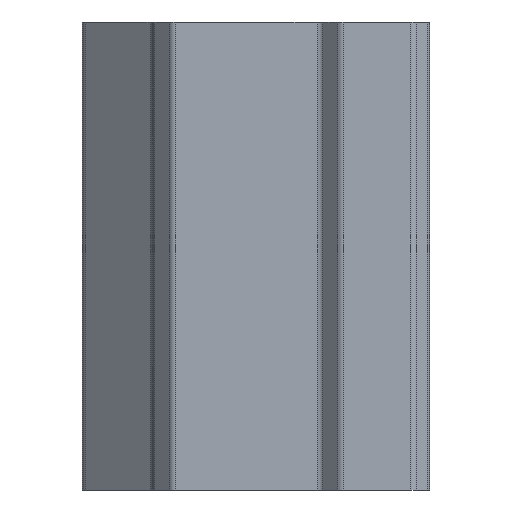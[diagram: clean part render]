
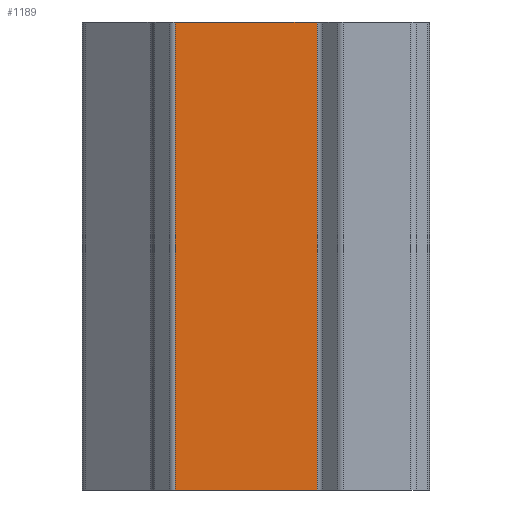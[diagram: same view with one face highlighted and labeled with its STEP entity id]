
A CAD part, left-side view. The second image highlights one B-rep face of the part: STEP entity #1189.
In plain terms, the highlighted planar face has unit normal (-1, 0, 0).
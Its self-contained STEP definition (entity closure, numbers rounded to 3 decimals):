
#952=CARTESIAN_POINT('',(1.25,7.207,0.0));
#953=VERTEX_POINT('',#952);
#961=CARTESIAN_POINT('',(1.25,16.293,0.0));
#962=VERTEX_POINT('',#961);
#963=CARTESIAN_POINT('',(1.25,16.293,0.0));
#964=DIRECTION('',(0.0,-1.0,0.0));
#965=VECTOR('',#964,9.086);
#966=LINE('',#963,#965);
#967=EDGE_CURVE('',#962,#953,#966,.T.);
#1146=CARTESIAN_POINT('',(1.25,16.293,30.0));
#1147=VERTEX_POINT('',#1146);
#1157=CARTESIAN_POINT('',(1.25,16.293,0.0));
#1158=DIRECTION('',(0.0,0.0,1.0));
#1159=VECTOR('',#1158,30.0);
#1160=LINE('',#1157,#1159);
#1161=EDGE_CURVE('',#962,#1147,#1160,.T.);
#1166=CARTESIAN_POINT('',(1.25,7.0,0.0));
#1167=DIRECTION('',(-1.0,0.0,0.0));
#1168=DIRECTION('',(0.0,0.0,1.0));
#1169=AXIS2_PLACEMENT_3D('',#1166,#1167,#1168);
#1170=PLANE('',#1169);
#1171=ORIENTED_EDGE('',*,*,#1161,.F.);
#1172=ORIENTED_EDGE('',*,*,#967,.T.);
#1173=CARTESIAN_POINT('',(1.25,7.207,30.0));
#1174=VERTEX_POINT('',#1173);
#1175=CARTESIAN_POINT('',(1.25,7.207,30.0));
#1176=DIRECTION('',(0.0,0.0,-1.0));
#1177=VECTOR('',#1176,30.0);
#1178=LINE('',#1175,#1177);
#1179=EDGE_CURVE('',#1174,#953,#1178,.T.);
#1180=ORIENTED_EDGE('',*,*,#1179,.F.);
#1181=CARTESIAN_POINT('',(1.25,7.207,30.0));
#1182=DIRECTION('',(0.0,1.0,0.0));
#1183=VECTOR('',#1182,9.086);
#1184=LINE('',#1181,#1183);
#1185=EDGE_CURVE('',#1174,#1147,#1184,.T.);
#1186=ORIENTED_EDGE('',*,*,#1185,.T.);
#1187=EDGE_LOOP('',(#1171,#1172,#1180,#1186));
#1188=FACE_OUTER_BOUND('',#1187,.T.);
#1189=ADVANCED_FACE('',(#1188),#1170,.T.);
